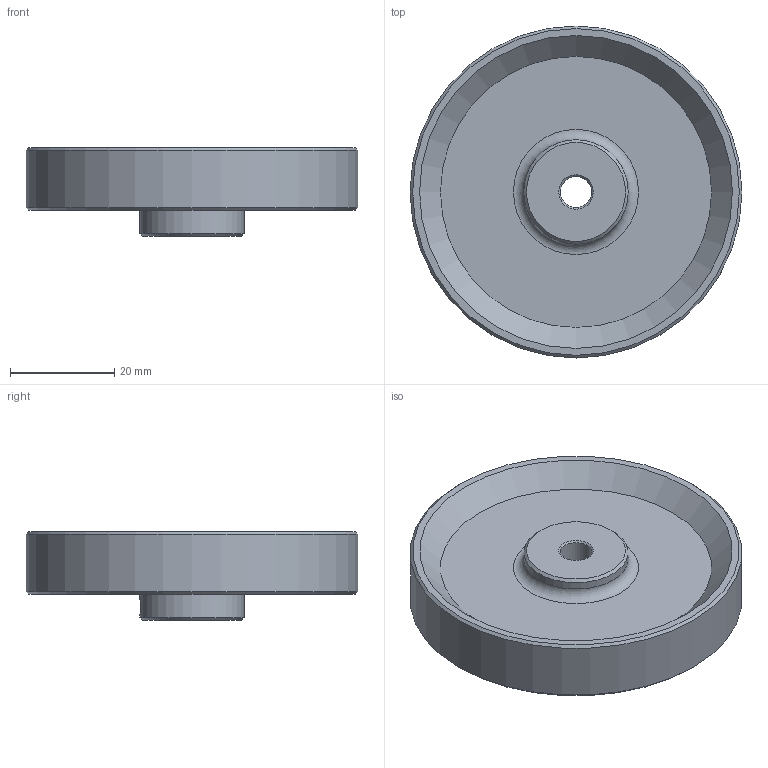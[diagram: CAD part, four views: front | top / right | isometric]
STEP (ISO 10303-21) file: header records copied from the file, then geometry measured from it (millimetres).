
FILE_DESCRIPTION(/* description */ (''),/* implementation_level */ '2;1');
FILE_NAME(/* name */ 'MRA200KR06.stp',/* time_stamp */ '2014-11-28T14:27:45+01:00',/* author */ ('TP'),/* organization */ (''),/* preprocessor_version */ 'ST-DEVELOPER v15.2',/* originating_system */ 'Autodesk Inventor 2014',/* authorisation */ '');
FILE_SCHEMA (('CONFIG_CONTROL_DESIGN'));
Length unit declared in the file: millimetre
Products named in the file (1): MRAR 200 06
Bounding box: 63.66 x 63.66 x 17 mm (x, y, z)
Volume: 22087.9 mm3; surface area: 10194.7 mm2
Topology: 1 solids, 1 shells, 33 faces, 69 edges, 44 vertices
Faces by surface type: plane 14, cone 11, cylinder 6, torus 2
Full cylindrical faces by diameter (mm): 3.242 x2, 6 x1, 20 x2, 63.66 x1
Entity records: 827 total; most frequent: CARTESIAN_POINT 198, DIRECTION 128, ORIENTED_EDGE 90, EDGE_LOOP 60, AXIS2_PLACEMENT_3D 58, EDGE_CURVE 45, VERTEX_POINT 39, FACE_OUTER_BOUND 33
